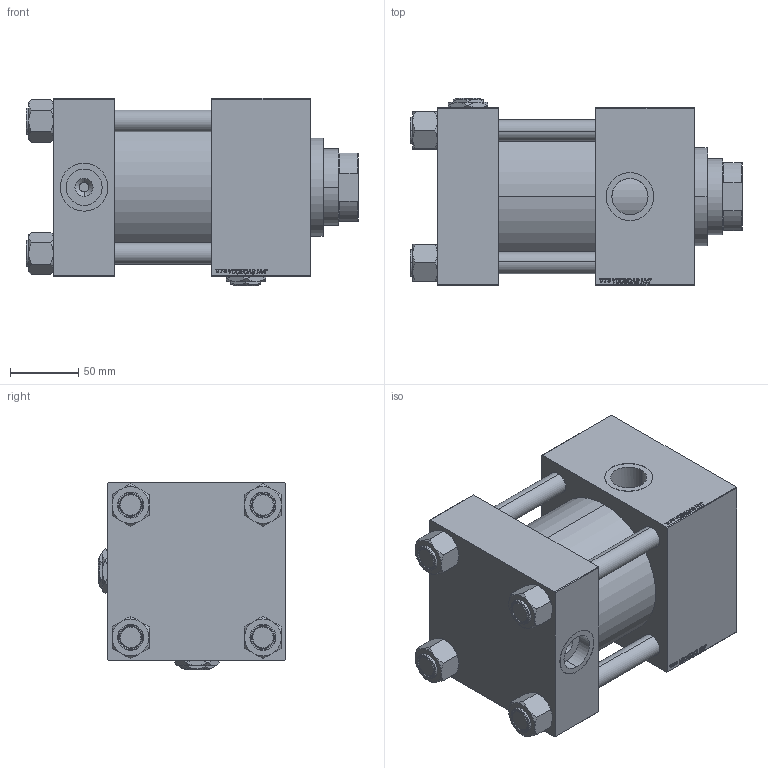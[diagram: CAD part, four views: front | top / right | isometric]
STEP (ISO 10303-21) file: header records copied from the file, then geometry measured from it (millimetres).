
FILE_DESCRIPTION (( 'STEP AP203' ), '1' );
FILE_NAME ('5855.STEP', '2022-04-15T22:10:21', ( '' ), ( '' ), 'SwSTEP 2.0', 'SolidWorks 2019', '' );
FILE_SCHEMA (( 'CONFIG_CONTROL_DESIGN' ));
Length unit declared in the file: millimetre
Products named in the file (7): V215_VC_A a2c3101c36e5b3105bd37610b5c1384d; Zatka_pro_OIL_PORT a2c3101c36e5b3105bd37610b5c1384d; 5855; V215CR_VCP_C a2c3101c36e5b3105bd37610b5c1384d; V215CR_C_Body a2c3101c36e5b3105bd37610b5c1384d; NUT_M5_C a2c3101c36e5b3105bd37610b5c1384d; V215CR_C_TYCINKA a2c3101c36e5b3105bd37610b5c1384d
Assembly tree (13 placements, depth 2):
  5855
    V215CR_C_Body a2c3101c36e5b3105bd37610b5c1384d
    V215CR_VCP_C a2c3101c36e5b3105bd37610b5c1384d
    NUT_M5_C a2c3101c36e5b3105bd37610b5c1384d  x4
    V215CR_C_TYCINKA a2c3101c36e5b3105bd37610b5c1384d  x4
    V215_VC_A a2c3101c36e5b3105bd37610b5c1384d
    Zatka_pro_OIL_PORT a2c3101c36e5b3105bd37610b5c1384d  x2
Bounding box: 243 x 137 x 137 mm (x, y, z)
Volume: 2460121.2 mm3; surface area: 340662.9 mm2
Topology: 13 solids, 13 shells, 1303 faces, 3272 edges, 2119 vertices
Faces by surface type: plane 623, bspline 392, cone 178, cylinder 102, torus 8
Entity records: 52951 total; most frequent: CARTESIAN_POINT 27939, ORIENTED_EDGE 5616, DIRECTION 3664, EDGE_CURVE 2808, VERTEX_POINT 1839, VECTOR 1660, LINE 1660, EDGE_LOOP 1243
